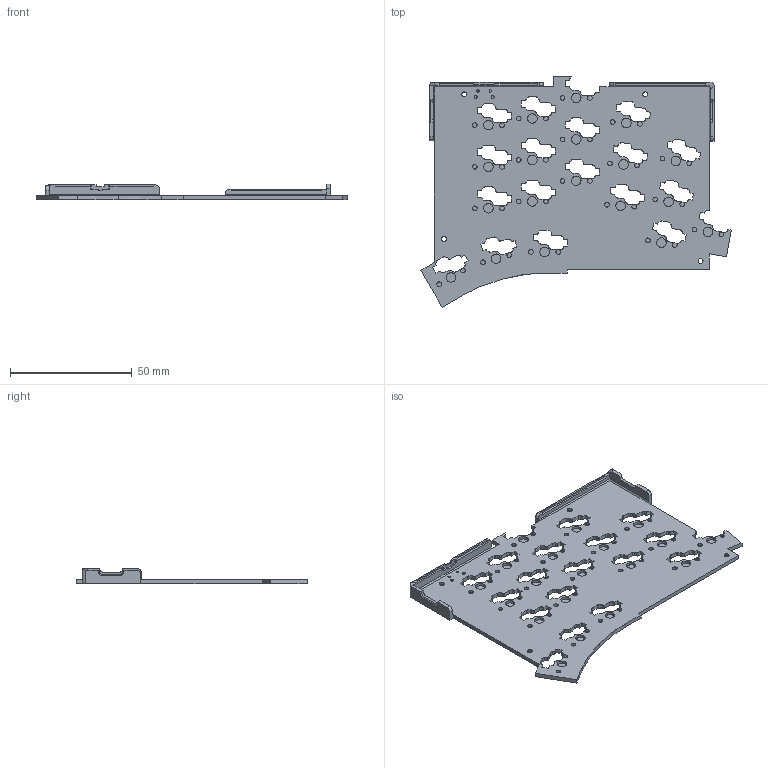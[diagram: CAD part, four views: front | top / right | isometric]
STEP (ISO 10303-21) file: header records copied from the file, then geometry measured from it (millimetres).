
FILE_DESCRIPTION (( 'STEP AP214' ), '1' );
FILE_NAME ('USB_C_Bottom_R.STEP', '2024-11-01T07:31:54', ( '' ), ( '' ), 'SwSTEP 2.0', 'SolidWorks 2024', '' );
FILE_SCHEMA (( 'AUTOMOTIVE_DESIGN' ));
Length unit declared in the file: millimetre
Products named in the file (1): USB_C_Bottom_R
Bounding box: 127.21 x 94.46 x 6.39 mm (x, y, z)
Volume: 13640.6 mm3; surface area: 19270.5 mm2
Topology: 1 solids, 1 shells, 988 faces, 2779 edges, 1839 vertices
Faces by surface type: plane 463, bspline 348, cylinder 163, cone 14
Entity records: 34053 total; most frequent: CARTESIAN_POINT 10636, ORIENTED_EDGE 5558, DIRECTION 3690, EDGE_CURVE 2779, VERTEX_POINT 1839, LINE 1750, VECTOR 1750, EDGE_LOOP 1076
